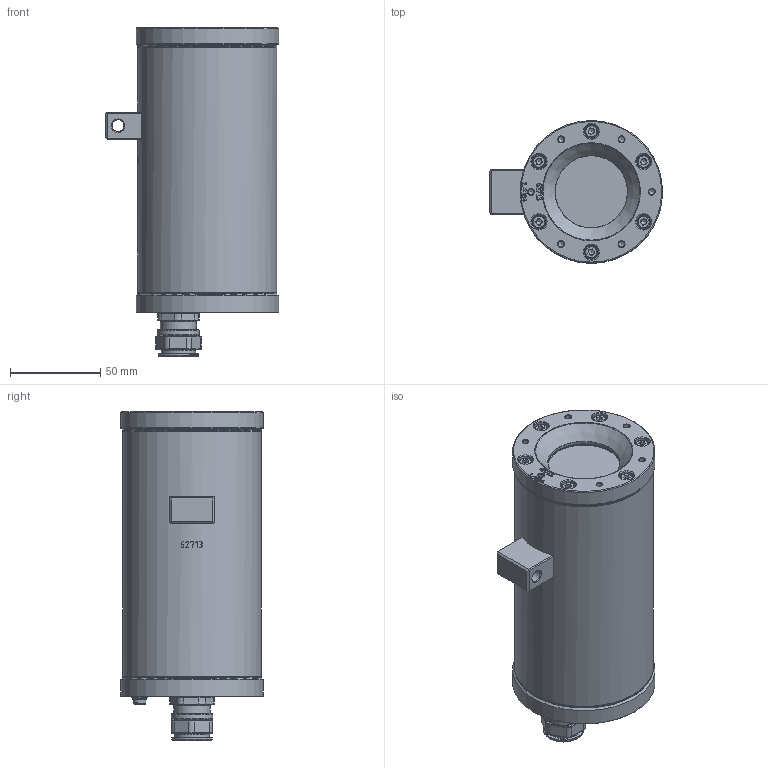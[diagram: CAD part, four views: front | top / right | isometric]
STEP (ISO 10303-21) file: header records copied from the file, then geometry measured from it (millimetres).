
FILE_DESCRIPTION(/* description */ (''),/* implementation_level */ '2;1');
FILE_NAME(/* name */ 'T07-VA1.2.K1.BOR_(rev.01).stp',/* time_stamp */ '2018-06-08T10:02:03+02:00',/* author */ ('Thiemo Gruber'),/* organization */ (''),/* preprocessor_version */ 'ST-DEVELOPER v16.13',/* originating_system */ 'Autodesk Inventor 2018',/* authorisation */ '');
FILE_SCHEMA (('AUTOMOTIVE_DESIGN { 1 0 10303 214 3 1 1 }'));
Products named in the file (19): T07-VA1.2.K1.BOR_(rev.01); VA1.2.R_rev.01; KLE ADE 1F Typ5 M20; DIN 125-1  A A 4.3; DIN 84  - ersetzt durch DIN EN ISO 1207 M4 x 8; VA1.x.K1 (vers.2 rev.04); M4x0,7 10mm FR; DIN 912 - M4 x 10; DIN 128 - A4; DIN 127 - zurückgezogen A 4; VA1.x.BOR(Fase_Standard); VA1.x.Compound; Glas Edel 20; VA.Glasdichtung; Passscheibe; VA.BOR.Sicherungsring; VA1.x.BOR (mit Fase_Standard)_rev.01; VA1.x.Flanschdichtung rev.1; KLE Gummieinsatz M20_(Silikon)
Assembly tree (30 placements, depth 3):
  T07-VA1.2.K1.BOR_(rev.01)
    VA1.x.Flanschdichtung rev.1
    VA1.2.R_rev.01
    M4x0,7 10mm FR  x12
      DIN 912 - M4 x 10
      DIN 128 - A4
    KLE ADE 1F Typ5 M20
    DIN 125-1  A A 4.3
    DIN 84  - ersetzt durch DIN EN ISO 1207 M4 x 8
    VA1.x.K1 (vers.2 rev.04)
    DIN 127 - zurückgezogen A 4
    VA1.x.BOR(Fase_Standard)
      VA1.x.Compound
      Glas Edel 20
      VA.Glasdichtung
      Passscheibe
      VA.BOR.Sicherungsring
      VA1.x.BOR (mit Fase_Standard)_rev.01
      VA1.x.Flanschdichtung rev.1
    KLE Gummieinsatz M20_(Silikon)
Bounding box: 96 x 79 x 182.1 mm (x, y, z)
Volume: 281873 mm3; surface area: 144077 mm2
Topology: 41 solids, 41 shells, 2636 faces, 6641 edges, 4504 vertices
Faces by surface type: plane 857, bspline 698, cylinder 603, torus 308, cone 146, sphere 24
Full cylindrical faces by diameter (mm): 2.459 x7, 2.5 x2, 3.197 x1, 3.242 x20, 3.621 x1, 3.8 x10, 3.812 x2, 4 x13, 4.3 x1, 4.5 x12, 6.5 x1, 7 x12, 8 x12, 9 x1, 9.2 x1, 15.5 x1, 16.197 x1, 16.2 x1, 16.4 x1, 18.376 x1, 19 x1, 20 x2, 22.5 x1, 23 x1, 40 x2, 44 x2, 45.976 x1, 48 x2, 52.5 x1, 53 x4
Entity records: 67302 total; most frequent: CARTESIAN_POINT 24165, ORIENTED_EDGE 8288, DIRECTION 7907, EDGE_CURVE 4144, AXIS2_PLACEMENT_3D 3038, VERTEX_POINT 2755, EDGE_LOOP 2343, FACE_OUTER_BOUND 1852
